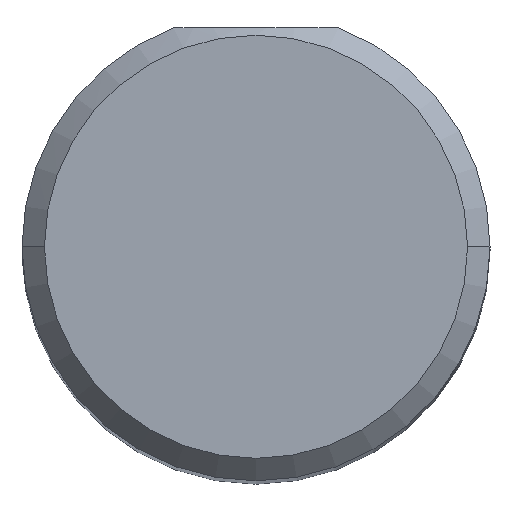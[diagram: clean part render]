
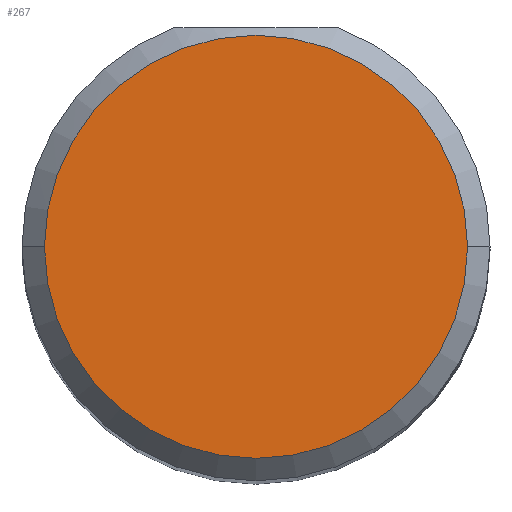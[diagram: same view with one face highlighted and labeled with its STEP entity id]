
A CAD part, top view. The second image highlights one B-rep face of the part: STEP entity #267.
In plain terms, the highlighted planar face has unit normal (0, 0, 1).
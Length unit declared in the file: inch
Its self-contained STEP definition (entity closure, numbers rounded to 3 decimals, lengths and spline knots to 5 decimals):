
#4 = EDGE_CURVE ( 'NONE', #501, #127, #384, .T. ) ;
#53 = DIRECTION ( 'NONE',  ( 0., 0., -1. ) ) ;
#57 = CARTESIAN_POINT ( 'NONE',  ( 0.76625, 0., 2.5 ) ) ;
#58 = DIRECTION ( 'NONE',  ( -1., 0., 0. ) ) ;
#72 = AXIS2_PLACEMENT_3D ( 'NONE', #146, #489, #58 ) ;
#88 = CARTESIAN_POINT ( 'NONE',  ( 0.625, 0., 2.5 ) ) ;
#90 = EDGE_CURVE ( 'NONE', #127, #501, #300, .T. ) ;
#115 = ORIENTED_EDGE ( 'NONE', *, *, #90, .F. ) ;
#127 = VERTEX_POINT ( 'NONE', #57 ) ;
#146 = CARTESIAN_POINT ( 'NONE',  ( 0.625, 0., 2.5 ) ) ;
#182 = FACE_OUTER_BOUND ( 'NONE', #371, .T. ) ;
#196 = PLANE ( 'NONE',  #72 ) ;
#216 = DIRECTION ( 'NONE',  ( 0., 0., -1. ) ) ;
#245 = AXIS2_PLACEMENT_3D ( 'NONE', #301, #216, #427 ) ;
#261 = DIRECTION ( 'NONE',  ( -1., 0., 0. ) ) ;
#267 = ADVANCED_FACE ( 'NONE', ( #182 ), #196, .T. ) ;
#300 = CIRCLE ( 'NONE', #402, 0.14125 ) ;
#301 = CARTESIAN_POINT ( 'NONE',  ( 0.625, 0., 2.5 ) ) ;
#371 = EDGE_LOOP ( 'NONE', ( #115, #552 ) ) ;
#373 = CARTESIAN_POINT ( 'NONE',  ( 0.48375, 0., 2.5 ) ) ;
#384 = CIRCLE ( 'NONE', #245, 0.14125 ) ;
#402 = AXIS2_PLACEMENT_3D ( 'NONE', #88, #53, #261 ) ;
#427 = DIRECTION ( 'NONE',  ( -1., 0., 0. ) ) ;
#489 = DIRECTION ( 'NONE',  ( 0., 0., 1. ) ) ;
#501 = VERTEX_POINT ( 'NONE', #373 ) ;
#552 = ORIENTED_EDGE ( 'NONE', *, *, #4, .F. ) ;
